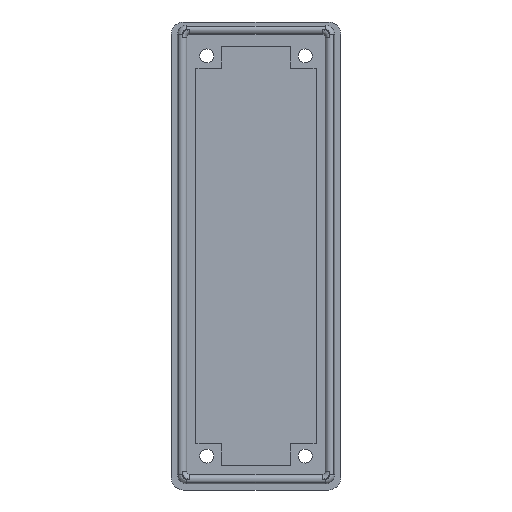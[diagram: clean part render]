
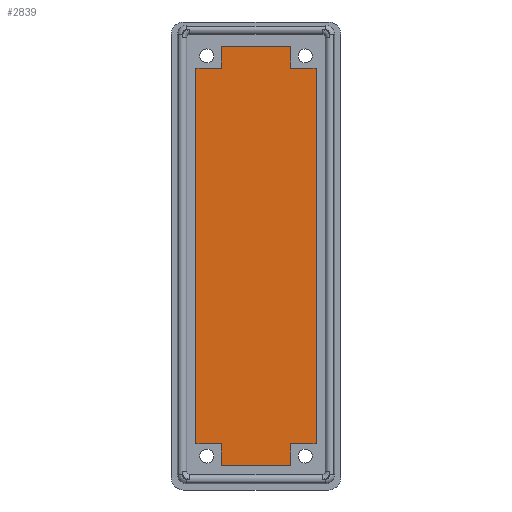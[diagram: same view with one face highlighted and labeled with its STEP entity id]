
A CAD part, left-side view. The second image highlights one B-rep face of the part: STEP entity #2839.
In plain terms, the highlighted planar face has unit normal (-1, 0, 0).
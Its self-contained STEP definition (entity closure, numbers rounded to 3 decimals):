
#2453=CARTESIAN_POINT('',(-3.,-11.25,8.));
#2454=VERTEX_POINT('',#2453);
#2455=CARTESIAN_POINT('',(-3.,-11.25,15.));
#2456=VERTEX_POINT('',#2455);
#2457=CARTESIAN_POINT('',(-3.,-11.25,8.));
#2458=DIRECTION('',(0.0,0.0,1.0));
#2459=VECTOR('',#2458,7.);
#2460=LINE('',#2457,#2459);
#2461=EDGE_CURVE('',#2454,#2456,#2460,.T.);
#2493=CARTESIAN_POINT('',(-3.,-19.5,15.0));
#2494=VERTEX_POINT('',#2493);
#2495=CARTESIAN_POINT('',(-3.,-11.25,15.));
#2496=DIRECTION('',(0.0,-1.0,0.0));
#2497=VECTOR('',#2496,8.25);
#2498=LINE('',#2495,#2497);
#2499=EDGE_CURVE('',#2456,#2494,#2498,.T.);
#2524=CARTESIAN_POINT('',(-3.,-19.5,137.0));
#2525=VERTEX_POINT('',#2524);
#2526=CARTESIAN_POINT('',(-3.,-19.5,15.0));
#2527=DIRECTION('',(0.0,0.0,1.0));
#2528=VECTOR('',#2527,122.0);
#2529=LINE('',#2526,#2528);
#2530=EDGE_CURVE('',#2494,#2525,#2529,.T.);
#2555=CARTESIAN_POINT('',(-3.,-11.25,137.0));
#2556=VERTEX_POINT('',#2555);
#2557=CARTESIAN_POINT('',(-3.,-19.5,137.0));
#2558=DIRECTION('',(0.0,1.0,0.0));
#2559=VECTOR('',#2558,8.25);
#2560=LINE('',#2557,#2559);
#2561=EDGE_CURVE('',#2525,#2556,#2560,.T.);
#2586=CARTESIAN_POINT('',(-3.,-11.25,144.0));
#2587=VERTEX_POINT('',#2586);
#2588=CARTESIAN_POINT('',(-3.,-11.25,137.0));
#2589=DIRECTION('',(0.0,0.0,1.0));
#2590=VECTOR('',#2589,7.0);
#2591=LINE('',#2588,#2590);
#2592=EDGE_CURVE('',#2556,#2587,#2591,.T.);
#2617=CARTESIAN_POINT('',(-3.,11.25,144.0));
#2618=VERTEX_POINT('',#2617);
#2619=CARTESIAN_POINT('',(-3.,-11.25,144.0));
#2620=DIRECTION('',(0.0,1.0,0.0));
#2621=VECTOR('',#2620,22.5);
#2622=LINE('',#2619,#2621);
#2623=EDGE_CURVE('',#2587,#2618,#2622,.T.);
#2648=CARTESIAN_POINT('',(-3.,11.25,137.0));
#2649=VERTEX_POINT('',#2648);
#2650=CARTESIAN_POINT('',(-3.,11.25,144.0));
#2651=DIRECTION('',(0.0,0.0,-1.0));
#2652=VECTOR('',#2651,7.0);
#2653=LINE('',#2650,#2652);
#2654=EDGE_CURVE('',#2618,#2649,#2653,.T.);
#2679=CARTESIAN_POINT('',(-3.,19.5,137.0));
#2680=VERTEX_POINT('',#2679);
#2681=CARTESIAN_POINT('',(-3.,11.25,137.0));
#2682=DIRECTION('',(0.0,1.0,0.0));
#2683=VECTOR('',#2682,8.25);
#2684=LINE('',#2681,#2683);
#2685=EDGE_CURVE('',#2649,#2680,#2684,.T.);
#2710=CARTESIAN_POINT('',(-3.,19.5,15.));
#2711=VERTEX_POINT('',#2710);
#2712=CARTESIAN_POINT('',(-3.,19.5,137.0));
#2713=DIRECTION('',(0.0,0.0,-1.0));
#2714=VECTOR('',#2713,122.);
#2715=LINE('',#2712,#2714);
#2716=EDGE_CURVE('',#2680,#2711,#2715,.T.);
#2741=CARTESIAN_POINT('',(-3.,11.25,15.0));
#2742=VERTEX_POINT('',#2741);
#2743=CARTESIAN_POINT('',(-3.,19.5,15.));
#2744=DIRECTION('',(0.0,-1.0,0.0));
#2745=VECTOR('',#2744,8.25);
#2746=LINE('',#2743,#2745);
#2747=EDGE_CURVE('',#2711,#2742,#2746,.T.);
#2772=CARTESIAN_POINT('',(-3.,11.25,8.));
#2773=VERTEX_POINT('',#2772);
#2774=CARTESIAN_POINT('',(-3.,11.25,15.0));
#2775=DIRECTION('',(0.0,0.0,-1.0));
#2776=VECTOR('',#2775,7.);
#2777=LINE('',#2774,#2776);
#2778=EDGE_CURVE('',#2742,#2773,#2777,.T.);
#2803=CARTESIAN_POINT('',(-3.,11.25,8.));
#2804=DIRECTION('',(0.0,-1.0,0.0));
#2805=VECTOR('',#2804,22.5);
#2806=LINE('',#2803,#2805);
#2807=EDGE_CURVE('',#2773,#2454,#2806,.T.);
#2820=CARTESIAN_POINT('',(-3.,0.,76.));
#2821=DIRECTION('',(1.0,0.0,0.0));
#2822=DIRECTION('',(0.0,0.0,-1.0));
#2823=AXIS2_PLACEMENT_3D('',#2820,#2821,#2822);
#2824=PLANE('',#2823);
#2825=ORIENTED_EDGE('',*,*,#2461,.T.);
#2826=ORIENTED_EDGE('',*,*,#2499,.T.);
#2827=ORIENTED_EDGE('',*,*,#2530,.T.);
#2828=ORIENTED_EDGE('',*,*,#2561,.T.);
#2829=ORIENTED_EDGE('',*,*,#2592,.T.);
#2830=ORIENTED_EDGE('',*,*,#2623,.T.);
#2831=ORIENTED_EDGE('',*,*,#2654,.T.);
#2832=ORIENTED_EDGE('',*,*,#2685,.T.);
#2833=ORIENTED_EDGE('',*,*,#2716,.T.);
#2834=ORIENTED_EDGE('',*,*,#2747,.T.);
#2835=ORIENTED_EDGE('',*,*,#2778,.T.);
#2836=ORIENTED_EDGE('',*,*,#2807,.T.);
#2837=EDGE_LOOP('',(#2825,#2826,#2827,#2828,#2829,#2830,#2831,#2832,#2833,#2834,#2835,#2836));
#2838=FACE_OUTER_BOUND('',#2837,.T.);
#2839=ADVANCED_FACE('',(#2838),#2824,.F.);
